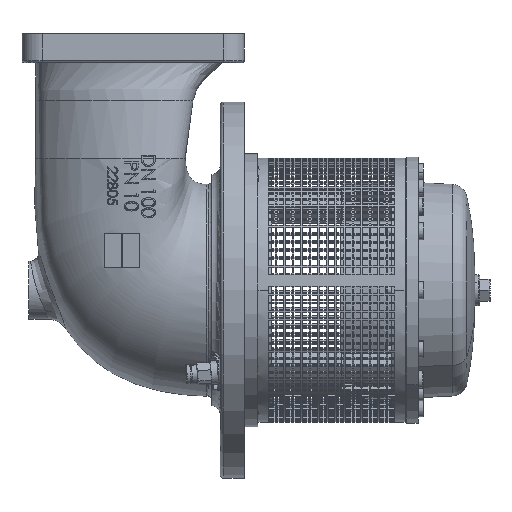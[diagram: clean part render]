
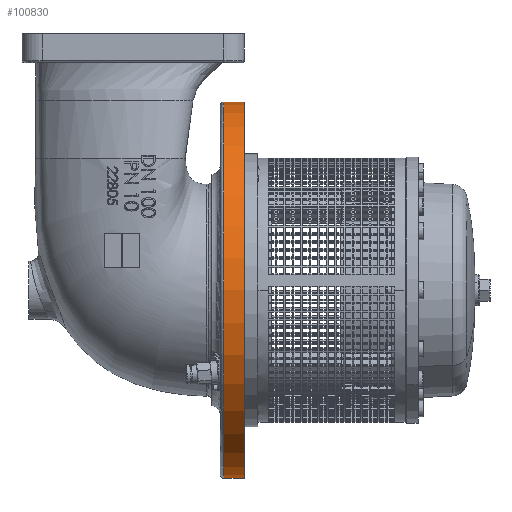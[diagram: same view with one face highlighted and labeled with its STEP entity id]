
A CAD part, front view. The second image highlights one B-rep face of the part: STEP entity #100830.
In plain terms, the highlighted cylindrical face has radius 110 mm (diameter 220 mm), a partial arc.
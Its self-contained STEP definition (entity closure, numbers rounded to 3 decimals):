
#47800 = VERTEX_POINT ( 'NONE', #216038 ) ;
#47808 = VERTEX_POINT ( 'NONE', #216042 ) ;
#47815 = VERTEX_POINT ( 'NONE', #216046 ) ;
#47818 = VERTEX_POINT ( 'NONE', #216048 ) ;
#100830 = ADVANCED_FACE ( 'NONE', ( #433275 ), #433402, .T. ) ;
#101649 = EDGE_LOOP ( 'NONE', ( #360255, #360245, #360252, #360258 ) ) ;
#146422 = EDGE_CURVE ( 'NONE', #47815, #47800, #374506, .T. ) ;
#146428 = EDGE_CURVE ( 'NONE', #47800, #47808, #374478, .T. ) ;
#146449 = EDGE_CURVE ( 'NONE', #47815, #47818, #374513, .T. ) ;
#146455 = EDGE_CURVE ( 'NONE', #47808, #47818, #374522, .T. ) ;
#216038 = CARTESIAN_POINT ( 'NONE',  ( 33.191, -5.452, -110. ) ) ;
#216042 = CARTESIAN_POINT ( 'NONE',  ( 21.191, -5.452, -110. ) ) ;
#216046 = CARTESIAN_POINT ( 'NONE',  ( 33.191, -5.452, 110. ) ) ;
#216048 = CARTESIAN_POINT ( 'NONE',  ( 21.191, -5.452, 110. ) ) ;
#360245 = ORIENTED_EDGE ( 'NONE', *, *, #146422, .F. ) ;
#360252 = ORIENTED_EDGE ( 'NONE', *, *, #146449, .T. ) ;
#360255 = ORIENTED_EDGE ( 'NONE', *, *, #146428, .F. ) ;
#360258 = ORIENTED_EDGE ( 'NONE', *, *, #146455, .F. ) ;
#374478 = LINE ( 'NONE', #398121, #374494 ) ;
#374494 = VECTOR ( 'NONE', #398123, 1000. ) ;
#374506 = CIRCLE ( 'NONE', #382029, 110. ) ;
#374513 = LINE ( 'NONE', #398138, #374515 ) ;
#374515 = VECTOR ( 'NONE', #398141, 1000. ) ;
#374522 = CIRCLE ( 'NONE', #382037, 110. ) ;
#382029 = AXIS2_PLACEMENT_3D ( 'NONE', #398088, #398115, #398117 ) ;
#382037 = AXIS2_PLACEMENT_3D ( 'NONE', #398144, #398148, #398150 ) ;
#398088 = CARTESIAN_POINT ( 'NONE',  ( 33.191, -5.452, 0. ) ) ;
#398115 = DIRECTION ( 'NONE',  ( 1., 0., 0. ) ) ;
#398117 = DIRECTION ( 'NONE',  ( 0., 0., -1. ) ) ;
#398121 = CARTESIAN_POINT ( 'NONE',  ( 19.191, -5.452, -110. ) ) ;
#398123 = DIRECTION ( 'NONE',  ( -1., 0., 0. ) ) ;
#398138 = CARTESIAN_POINT ( 'NONE',  ( 19.191, -5.452, 110. ) ) ;
#398141 = DIRECTION ( 'NONE',  ( -1., 0., 0. ) ) ;
#398144 = CARTESIAN_POINT ( 'NONE',  ( 21.191, -5.452, 0. ) ) ;
#398148 = DIRECTION ( 'NONE',  ( -1., 0., 0. ) ) ;
#398150 = DIRECTION ( 'NONE',  ( 0., 0., 1. ) ) ;
#419211 = AXIS2_PLACEMENT_3D ( 'NONE', #436457, #436423, #436405 ) ;
#433275 = FACE_OUTER_BOUND ( 'NONE', #101649, .T. ) ;
#433402 = CYLINDRICAL_SURFACE ( 'NONE', #419211, 110. ) ;
#436405 = DIRECTION ( 'NONE',  ( 0., 0., 1. ) ) ;
#436423 = DIRECTION ( 'NONE',  ( -1., 0., 0. ) ) ;
#436457 = CARTESIAN_POINT ( 'NONE',  ( 19.191, -5.452, 0. ) ) ;
